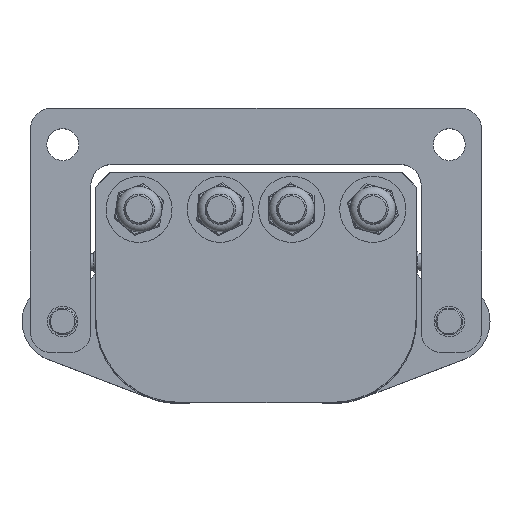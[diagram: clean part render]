
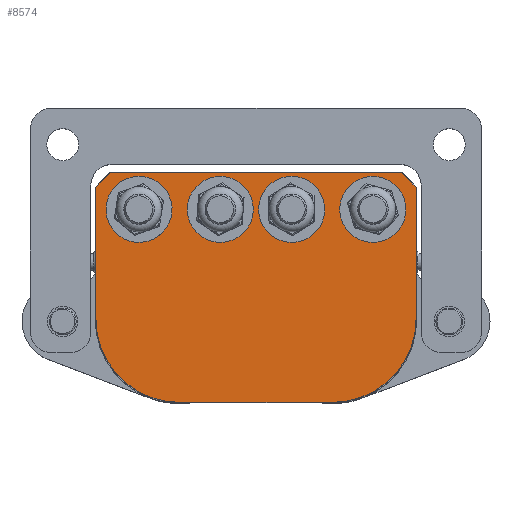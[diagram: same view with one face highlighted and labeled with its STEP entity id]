
A CAD part, top view. The second image highlights one B-rep face of the part: STEP entity #8574.
In plain terms, the highlighted planar face has unit normal (0, 0, 1).
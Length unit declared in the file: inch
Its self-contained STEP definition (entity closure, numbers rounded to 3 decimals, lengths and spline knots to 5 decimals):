
#315=FACE_BOUND('',#1402,.T.);
#316=FACE_BOUND('',#1403,.T.);
#317=FACE_BOUND('',#1404,.T.);
#318=FACE_BOUND('',#1405,.T.);
#448=PLANE('',#9362);
#829=FACE_OUTER_BOUND('',#1401,.T.);
#1401=EDGE_LOOP('',(#6119,#6120,#6121,#6122,#6123,#6124,#6125,#6126));
#1402=EDGE_LOOP('',(#6127,#6128));
#1403=EDGE_LOOP('',(#6129,#6130));
#1404=EDGE_LOOP('',(#6131,#6132));
#1405=EDGE_LOOP('',(#6133,#6134));
#1968=LINE('',#13597,#2511);
#1970=LINE('',#13601,#2513);
#1973=LINE('',#13607,#2516);
#1974=LINE('',#13611,#2517);
#1975=LINE('',#13615,#2518);
#1976=LINE('',#13616,#2519);
#2511=VECTOR('',#10955,0.3937);
#2513=VECTOR('',#10959,0.3937);
#2516=VECTOR('',#10964,0.3937);
#2517=VECTOR('',#10967,0.3937);
#2518=VECTOR('',#10970,0.3937);
#2519=VECTOR('',#10971,0.3937);
#3107=CIRCLE('',#9333,0.1955);
#3108=CIRCLE('',#9334,0.1955);
#3110=CIRCLE('',#9337,0.1955);
#3111=CIRCLE('',#9338,0.1955);
#3113=CIRCLE('',#9341,0.1955);
#3114=CIRCLE('',#9342,0.1955);
#3116=CIRCLE('',#9345,0.1955);
#3117=CIRCLE('',#9346,0.1955);
#3127=CIRCLE('',#9363,1.03);
#3128=CIRCLE('',#9364,1.03);
#3660=VERTEX_POINT('',#13533);
#3661=VERTEX_POINT('',#13534);
#3663=VERTEX_POINT('',#13541);
#3664=VERTEX_POINT('',#13542);
#3666=VERTEX_POINT('',#13549);
#3667=VERTEX_POINT('',#13550);
#3669=VERTEX_POINT('',#13557);
#3670=VERTEX_POINT('',#13558);
#3684=VERTEX_POINT('',#13594);
#3685=VERTEX_POINT('',#13596);
#3686=VERTEX_POINT('',#13600);
#3688=VERTEX_POINT('',#13606);
#3689=VERTEX_POINT('',#13608);
#3690=VERTEX_POINT('',#13610);
#3691=VERTEX_POINT('',#13612);
#3692=VERTEX_POINT('',#13614);
#4549=EDGE_CURVE('',#3660,#3661,#3107,.T.);
#4550=EDGE_CURVE('',#3661,#3660,#3108,.T.);
#4553=EDGE_CURVE('',#3663,#3664,#3110,.T.);
#4554=EDGE_CURVE('',#3664,#3663,#3111,.T.);
#4557=EDGE_CURVE('',#3666,#3667,#3113,.T.);
#4558=EDGE_CURVE('',#3667,#3666,#3114,.T.);
#4561=EDGE_CURVE('',#3669,#3670,#3116,.T.);
#4562=EDGE_CURVE('',#3670,#3669,#3117,.T.);
#4579=EDGE_CURVE('',#3684,#3685,#1968,.T.);
#4581=EDGE_CURVE('',#3686,#3685,#1970,.T.);
#4584=EDGE_CURVE('',#3684,#3688,#1973,.T.);
#4585=EDGE_CURVE('',#3688,#3689,#3127,.T.);
#4586=EDGE_CURVE('',#3689,#3690,#1974,.T.);
#4587=EDGE_CURVE('',#3690,#3691,#3128,.T.);
#4588=EDGE_CURVE('',#3691,#3692,#1975,.T.);
#4589=EDGE_CURVE('',#3686,#3692,#1976,.T.);
#6119=ORIENTED_EDGE('',*,*,#4579,.F.);
#6120=ORIENTED_EDGE('',*,*,#4584,.T.);
#6121=ORIENTED_EDGE('',*,*,#4585,.T.);
#6122=ORIENTED_EDGE('',*,*,#4586,.T.);
#6123=ORIENTED_EDGE('',*,*,#4587,.T.);
#6124=ORIENTED_EDGE('',*,*,#4588,.T.);
#6125=ORIENTED_EDGE('',*,*,#4589,.F.);
#6126=ORIENTED_EDGE('',*,*,#4581,.T.);
#6127=ORIENTED_EDGE('',*,*,#4549,.T.);
#6128=ORIENTED_EDGE('',*,*,#4550,.T.);
#6129=ORIENTED_EDGE('',*,*,#4553,.T.);
#6130=ORIENTED_EDGE('',*,*,#4554,.T.);
#6131=ORIENTED_EDGE('',*,*,#4557,.T.);
#6132=ORIENTED_EDGE('',*,*,#4558,.T.);
#6133=ORIENTED_EDGE('',*,*,#4561,.T.);
#6134=ORIENTED_EDGE('',*,*,#4562,.T.);
#8574=ADVANCED_FACE('',(#829,#315,#316,#317,#318),#448,.F.);
#9333=AXIS2_PLACEMENT_3D('',#13535,#10889,#10890);
#9334=AXIS2_PLACEMENT_3D('',#13536,#10891,#10892);
#9337=AXIS2_PLACEMENT_3D('',#13543,#10898,#10899);
#9338=AXIS2_PLACEMENT_3D('',#13544,#10900,#10901);
#9341=AXIS2_PLACEMENT_3D('',#13551,#10907,#10908);
#9342=AXIS2_PLACEMENT_3D('',#13552,#10909,#10910);
#9345=AXIS2_PLACEMENT_3D('',#13559,#10916,#10917);
#9346=AXIS2_PLACEMENT_3D('',#13560,#10918,#10919);
#9362=AXIS2_PLACEMENT_3D('',#13605,#10962,#10963);
#9363=AXIS2_PLACEMENT_3D('',#13609,#10965,#10966);
#9364=AXIS2_PLACEMENT_3D('',#13613,#10968,#10969);
#10889=DIRECTION('center_axis',(0.,0.,
-1.));
#10890=DIRECTION('ref_axis',(1.,0.,0.));
#10891=DIRECTION('center_axis',(0.,0.,
-1.));
#10892=DIRECTION('ref_axis',(1.,0.,0.));
#10898=DIRECTION('center_axis',(0.,0.,
-1.));
#10899=DIRECTION('ref_axis',(1.,0.,0.));
#10900=DIRECTION('center_axis',(0.,0.,
-1.));
#10901=DIRECTION('ref_axis',(1.,0.,0.));
#10907=DIRECTION('center_axis',(0.,0.,
-1.));
#10908=DIRECTION('ref_axis',(1.,0.,0.));
#10909=DIRECTION('center_axis',(0.,0.,
-1.));
#10910=DIRECTION('ref_axis',(1.,0.,0.));
#10916=DIRECTION('center_axis',(0.,0.,
-1.));
#10917=DIRECTION('ref_axis',(1.,0.,0.));
#10918=DIRECTION('center_axis',(0.,0.,
-1.));
#10919=DIRECTION('ref_axis',(1.,0.,0.));
#10955=DIRECTION('',(0.707,0.707,0.));
#10959=DIRECTION('',(-1.,0.,0.));
#10962=DIRECTION('center_axis',(0.,0.,
-1.));
#10963=DIRECTION('ref_axis',(-1.,0.,0.));
#10964=DIRECTION('',(0.,-1.,0.));
#10965=DIRECTION('center_axis',(0.,0.,
1.));
#10966=DIRECTION('ref_axis',(0.,1.,0.));
#10967=DIRECTION('',(1.,0.,0.));
#10968=DIRECTION('center_axis',(0.,0.,
1.));
#10969=DIRECTION('ref_axis',(-1.,0.,0.));
#10970=DIRECTION('',(0.,1.,0.));
#10971=DIRECTION('',(0.707,-0.707,0.));
#13533=CARTESIAN_POINT('',(1.79946,0.38127,1.89131));
#13534=CARTESIAN_POINT('',(1.40846,0.38127,1.89131));
#13535=CARTESIAN_POINT('Origin',(1.60396,0.38127,1.89131));
#13536=CARTESIAN_POINT('Origin',(1.60396,0.38127,1.89131));
#13541=CARTESIAN_POINT('',(0.80146,0.38127,1.89131));
#13542=CARTESIAN_POINT('',(0.41046,0.38127,1.89131));
#13543=CARTESIAN_POINT('Origin',(0.60596,0.38127,1.89131));
#13544=CARTESIAN_POINT('Origin',(0.60596,0.38127,1.89131));
#13549=CARTESIAN_POINT('',(-0.07554,0.38127,1.89131));
#13550=CARTESIAN_POINT('',(-0.46654,0.38127,1.89131));
#13551=CARTESIAN_POINT('Origin',(-0.27104,0.38127,1.89131));
#13552=CARTESIAN_POINT('Origin',(-0.27104,0.38127,1.89131));
#13557=CARTESIAN_POINT('',(-1.07354,0.38127,1.89131));
#13558=CARTESIAN_POINT('',(-1.46454,0.38127,1.89131));
#13559=CARTESIAN_POINT('Origin',(-1.26904,0.38127,1.89131));
#13560=CARTESIAN_POINT('Origin',(-1.26904,0.38127,1.89131));
#13594=CARTESIAN_POINT('',(-1.80004,0.65427,1.89131));
#13596=CARTESIAN_POINT('',(-1.62004,0.83427,1.89131));
#13597=CARTESIAN_POINT('',(-1.56942,0.8849,1.89131));
#13600=CARTESIAN_POINT('',(1.95496,0.83427,1.89131));
#13601=CARTESIAN_POINT('',(0.16746,0.83427,1.89131));
#13605=CARTESIAN_POINT('Origin',(0.16746,-0.57073,1.89131));
#13606=CARTESIAN_POINT('',(-1.80004,-0.96073,1.89131));
#13607=CARTESIAN_POINT('',(-1.80004,0.84927,1.89131));
#13608=CARTESIAN_POINT('',(-0.77004,-1.99073,1.89131));
#13609=CARTESIAN_POINT('Origin',(-0.77004,-0.96073,
1.89131));
#13610=CARTESIAN_POINT('',(1.10496,-1.99073,1.89131));
#13611=CARTESIAN_POINT('',(-1.80004,-1.99073,1.89131));
#13612=CARTESIAN_POINT('',(2.13496,-0.96073,1.89131));
#13613=CARTESIAN_POINT('Origin',(1.10496,-0.96073,1.89131));
#13614=CARTESIAN_POINT('',(2.13496,0.65427,1.89131));
#13615=CARTESIAN_POINT('',(2.13496,-1.99073,1.89131));
#13616=CARTESIAN_POINT('',(1.90433,0.8849,1.89131));
